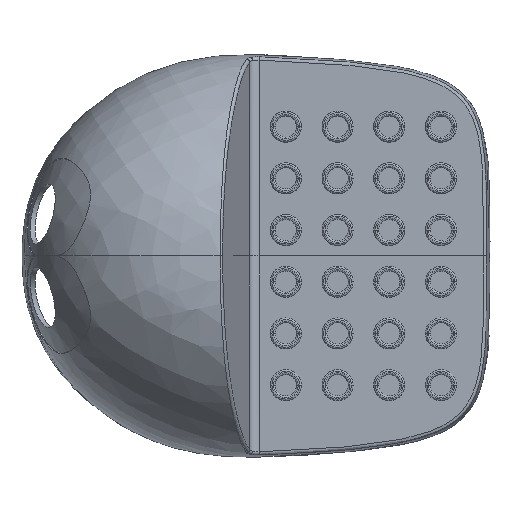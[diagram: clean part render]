
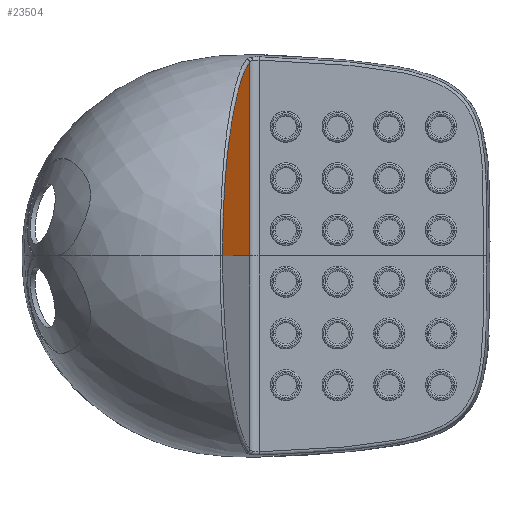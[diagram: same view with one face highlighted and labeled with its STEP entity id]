
A CAD part, top view. The second image highlights one B-rep face of the part: STEP entity #23504.
In plain terms, the highlighted planar face has unit normal (0.979, 0, 0.202).
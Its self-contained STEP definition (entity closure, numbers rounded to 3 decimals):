
#16225=CARTESIAN_POINT('Vertex',(61.381,0.,49.535)) ;
#20712=CARTESIAN_POINT('Control Point',(69.701,59.921,9.16)) ;
#20713=CARTESIAN_POINT('Control Point',(69.36,59.486,10.812)) ;
#20714=CARTESIAN_POINT('Control Point',(69.029,58.97,12.421)) ;
#20715=CARTESIAN_POINT('Control Point',(68.706,58.381,13.986)) ;
#20716=CARTESIAN_POINT('Control Point',(68.116,57.144,16.85)) ;
#20717=CARTESIAN_POINT('Control Point',(67.558,55.689,19.558)) ;
#20718=CARTESIAN_POINT('Control Point',(67.303,54.961,20.793)) ;
#20719=CARTESIAN_POINT('Control Point',(66.808,53.426,23.199)) ;
#20720=CARTESIAN_POINT('Control Point',(66.337,51.739,25.481)) ;
#20721=CARTESIAN_POINT('Control Point',(66.108,50.863,26.592)) ;
#20722=CARTESIAN_POINT('Control Point',(65.633,48.923,28.898)) ;
#20723=CARTESIAN_POINT('Control Point',(65.186,46.844,31.068)) ;
#20724=CARTESIAN_POINT('Control Point',(64.956,45.703,32.184)) ;
#20725=CARTESIAN_POINT('Control Point',(64.525,43.422,34.276)) ;
#20726=CARTESIAN_POINT('Control Point',(64.124,41.014,36.223)) ;
#20727=CARTESIAN_POINT('Control Point',(63.937,39.819,37.132)) ;
#20728=CARTESIAN_POINT('Control Point',(63.385,36.071,39.81)) ;
#20729=CARTESIAN_POINT('Control Point',(62.903,32.064,42.149)) ;
#20730=CARTESIAN_POINT('Control Point',(62.612,29.249,43.56)) ;
#20731=CARTESIAN_POINT('Control Point',(62.126,23.664,45.916)) ;
#20732=CARTESIAN_POINT('Control Point',(61.781,17.703,47.594)) ;
#20733=CARTESIAN_POINT('Control Point',(61.649,14.786,48.235)) ;
#20734=CARTESIAN_POINT('Control Point',(61.491,10.115,48.999)) ;
#20735=CARTESIAN_POINT('Control Point',(61.411,5.306,49.387)) ;
#20736=CARTESIAN_POINT('Control Point',(61.392,3.551,49.48)) ;
#20737=CARTESIAN_POINT('Control Point',(61.382,1.782,49.529)) ;
#20738=CARTESIAN_POINT('Control Point',(61.381,0.,49.535)) ;
#20739=CARTESIAN_POINT('Vertex',(69.701,59.921,9.16)) ;
#21713=CARTESIAN_POINT('Vertex',(69.701,0.,9.16)) ;
#21716=CARTESIAN_POINT('Line Origine',(65.541,0.,29.347)) ;
#23489=CARTESIAN_POINT('Axis2P3D Location',(59.873,0.,56.854)) ;
#23494=CARTESIAN_POINT('Line Origine',(69.701,29.96,9.16)) ;
#21717=DIRECTION('Vector Direction',(-0.202,0.,0.979)) ;
#23490=DIRECTION('Axis2P3D Direction',(0.979,-0.,0.202)) ;
#23491=DIRECTION('Axis2P3D XDirection',(0.202,0.,-0.979)) ;
#23495=DIRECTION('Vector Direction',(0.,-1.,0.)) ;
#23492=AXIS2_PLACEMENT_3D('Plane Axis2P3D',#23489,#23490,#23491) ;
#23500=ORIENTED_EDGE('',*,*,#23498,.F.) ;
#23501=ORIENTED_EDGE('',*,*,#20741,.T.) ;
#23502=ORIENTED_EDGE('',*,*,#21720,.F.) ;
#21718=VECTOR('Line Direction',#21717,1.) ;
#23496=VECTOR('Line Direction',#23495,1.) ;
#23504=ADVANCED_FACE('MANIFOLD_SOLID_BREP #218799',(#23503),#23493,.T.) ;
#20711=B_SPLINE_CURVE_WITH_KNOTS('',5,(#20712,#20713,#20714,#20715,#20716,#20717,#20718,#20719,#20720,#20721,#20722,#20723,#20724,#20725,#20726,#20727,#20728,#20729,#20730,#20731,#20732,#20733,#20734,#20735,#20736,#20737,#20738),.UNSPECIFIED.,.F.,.U.,(6,3,3,3,3,3,3,3,6),(0.,11.81,22.23,32.65,44.459,55.574,78.498,99.339,111.148),.UNSPECIFIED.) ;
#20741=EDGE_CURVE('',#20740,#16226,#20711,.T.) ;
#21720=EDGE_CURVE('',#21714,#16226,#21719,.T.) ;
#23498=EDGE_CURVE('',#20740,#21714,#23497,.T.) ;
#23499=EDGE_LOOP('',(#23500,#23501,#23502)) ;
#23503=FACE_OUTER_BOUND('',#23499,.T.) ;
#21719=LINE('Line',#21716,#21718) ;
#23497=LINE('Line',#23494,#23496) ;
#23493=PLANE('',#23492) ;
#16226=VERTEX_POINT('',#16225) ;
#20740=VERTEX_POINT('',#20739) ;
#21714=VERTEX_POINT('',#21713) ;
